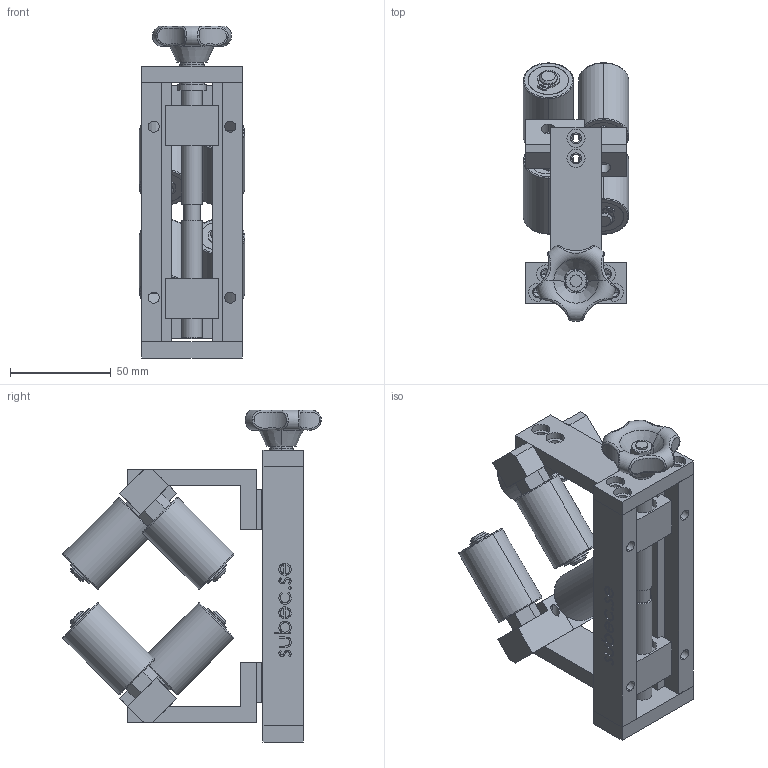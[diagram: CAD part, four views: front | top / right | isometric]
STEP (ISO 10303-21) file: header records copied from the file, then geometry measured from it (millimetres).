
FILE_DESCRIPTION (( 'STEP AP203' ), '1' );
FILE_NAME ('3-400327-00_13031.STEP', '2020-01-24T09:11:03', ( '' ), ( '' ), 'SwSTEP 2.0', 'SolidWorks 2019', '' );
FILE_SCHEMA (( 'CONFIG_CONTROL_DESIGN' ));
Products named in the file (1): 3-400327-00_13031
Bounding box: 52.5 x 128.57 x 165 mm (x, y, z)
Volume: 233199.2 mm3; surface area: 110830.9 mm2
Topology: 36 solids, 36 shells, 978 faces, 2384 edges, 1542 vertices
Faces by surface type: cylinder 359, plane 359, bspline 170, cone 72, torus 18
Entity records: 38195 total; most frequent: CARTESIAN_POINT 15647, ORIENTED_EDGE 4704, DIRECTION 4376, EDGE_CURVE 2352, AXIS2_PLACEMENT_3D 1593, VERTEX_POINT 1542, LINE 1190, VECTOR 1190
